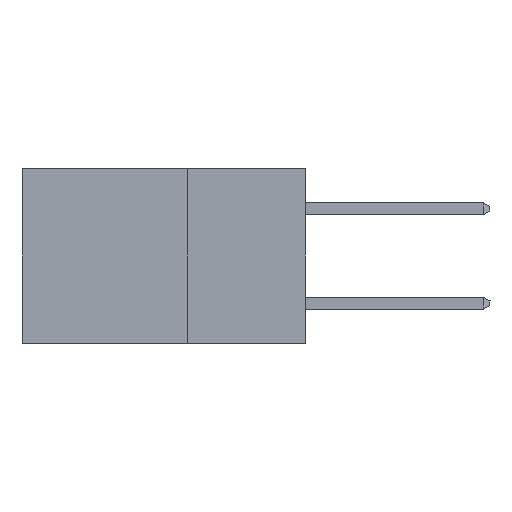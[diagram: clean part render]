
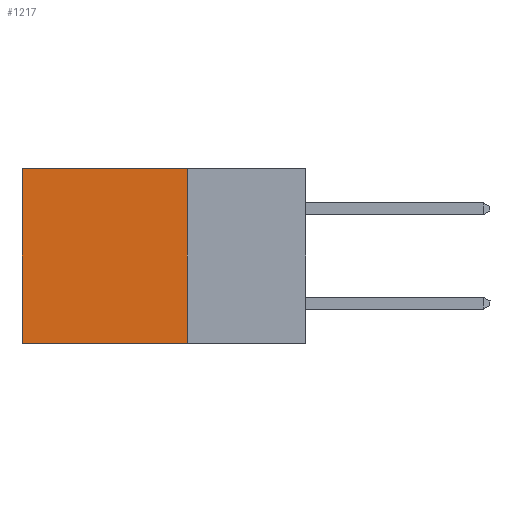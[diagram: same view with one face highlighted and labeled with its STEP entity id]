
A CAD part, left-side view. The second image highlights one B-rep face of the part: STEP entity #1217.
In plain terms, the highlighted planar face has unit normal (-1, 0, 0).
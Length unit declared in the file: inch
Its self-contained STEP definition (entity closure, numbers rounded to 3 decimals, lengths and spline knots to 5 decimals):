
#168 = CARTESIAN_POINT ( 'NONE',  ( 0.298, 0.25, 0. ) ) ;
#841 = DIRECTION ( 'NONE',  ( 0., 0., -1. ) ) ;
#1217 = ADVANCED_FACE ( 'NONE', ( #7207 ), #3355, .F. ) ;
#2126 = ORIENTED_EDGE ( 'NONE', *, *, #3056, .F. ) ;
#3056 = EDGE_CURVE ( 'NONE', #6760, #11136, #15888, .T. ) ;
#3355 = PLANE ( 'NONE',  #13057 ) ;
#3902 = DIRECTION ( 'NONE',  ( 0., 0., -1. ) ) ;
#4405 = CARTESIAN_POINT ( 'NONE',  ( 0.298, 0.25, -0.37 ) ) ;
#5238 = EDGE_CURVE ( 'NONE', #11136, #7693, #11718, .T. ) ;
#6087 = CARTESIAN_POINT ( 'NONE',  ( 0.298, 0.25, 0. ) ) ;
#6536 = DIRECTION ( 'NONE',  ( 0., 0., -1. ) ) ;
#6760 = VERTEX_POINT ( 'NONE', #10786 ) ;
#7207 = FACE_OUTER_BOUND ( 'NONE', #11990, .T. ) ;
#7450 = DIRECTION ( 'NONE',  ( 0., 1., 0. ) ) ;
#7693 = VERTEX_POINT ( 'NONE', #14888 ) ;
#8012 = LINE ( 'NONE', #11804, #9254 ) ;
#8134 = VECTOR ( 'NONE', #10427, 39.37008 ) ;
#9254 = VECTOR ( 'NONE', #3902, 39.37008 ) ;
#10219 = CARTESIAN_POINT ( 'NONE',  ( 0.298, 0.25, -0.37 ) ) ;
#10427 = DIRECTION ( 'NONE',  ( 0., 1., 0. ) ) ;
#10786 = CARTESIAN_POINT ( 'NONE',  ( 0.298, 0.25, 0. ) ) ;
#11136 = VERTEX_POINT ( 'NONE', #4405 ) ;
#11521 = VECTOR ( 'NONE', #7450, 39.37008 ) ;
#11718 = LINE ( 'NONE', #10219, #11521 ) ;
#11804 = CARTESIAN_POINT ( 'NONE',  ( 0.298, 0.6, 0. ) ) ;
#11990 = EDGE_LOOP ( 'NONE', ( #15948, #13638, #2126, #15020 ) ) ;
#13057 = AXIS2_PLACEMENT_3D ( 'NONE', #6087, #16541, #841 ) ;
#13227 = VECTOR ( 'NONE', #6536, 39.37008 ) ;
#13243 = LINE ( 'NONE', #16930, #8134 ) ;
#13638 = ORIENTED_EDGE ( 'NONE', *, *, #5238, .F. ) ;
#13740 = EDGE_CURVE ( 'NONE', #6760, #16109, #13243, .T. ) ;
#13910 = CARTESIAN_POINT ( 'NONE',  ( 0.298, 0.6, 0. ) ) ;
#14888 = CARTESIAN_POINT ( 'NONE',  ( 0.298, 0.6, -0.37 ) ) ;
#15020 = ORIENTED_EDGE ( 'NONE', *, *, #13740, .T. ) ;
#15888 = LINE ( 'NONE', #168, #13227 ) ;
#15948 = ORIENTED_EDGE ( 'NONE', *, *, #16975, .T. ) ;
#16109 = VERTEX_POINT ( 'NONE', #13910 ) ;
#16541 = DIRECTION ( 'NONE',  ( 1., 0., 0. ) ) ;
#16930 = CARTESIAN_POINT ( 'NONE',  ( 0.298, 0.25, 0. ) ) ;
#16975 = EDGE_CURVE ( 'NONE', #16109, #7693, #8012, .T. ) ;
